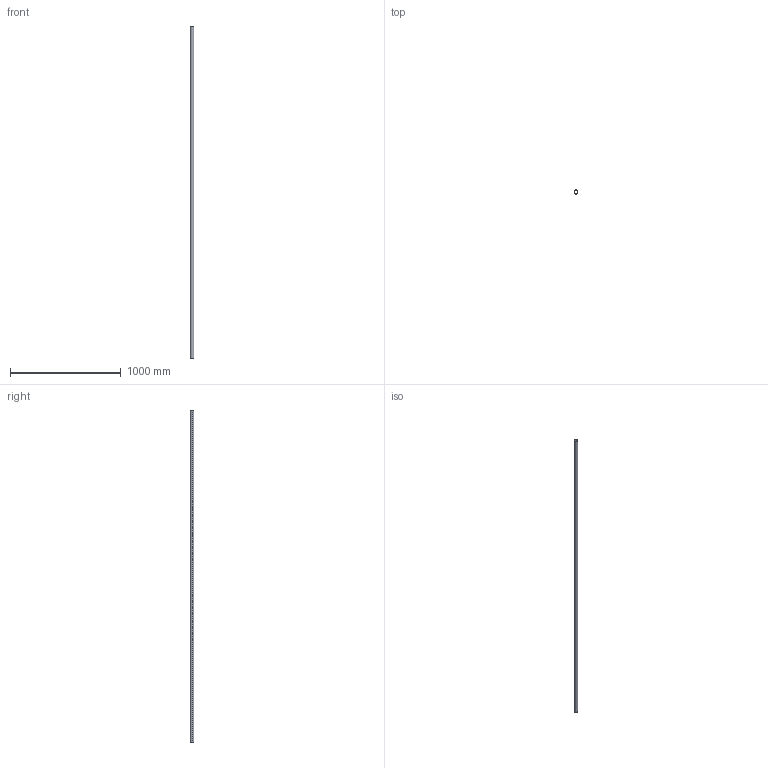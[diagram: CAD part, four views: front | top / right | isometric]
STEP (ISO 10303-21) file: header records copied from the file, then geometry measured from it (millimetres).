
FILE_DESCRIPTION (( 'STEP AP203' ), '1' );
FILE_NAME ('55120-2403M.STEP', '2016-03-24T10:04:04', ( '' ), ( '' ), 'SwSTEP 2.0', 'SolidWorks 2015', '' );
FILE_SCHEMA (( 'CONFIG_CONTROL_DESIGN' ));
Length unit declared in the file: millimetre
Products named in the file (1): 55120-2403M
Bounding box: 33.7 x 33.7 x 3000 mm (x, y, z)
Volume: 597530.4 mm3; surface area: 597951.5 mm2
Topology: 1 solids, 1 shells, 256 faces, 687 edges, 458 vertices
Faces by surface type: plane 144, bspline 108, cylinder 4
Entity records: 14088 total; most frequent: CARTESIAN_POINT 8326, ORIENTED_EDGE 1374, DIRECTION 777, EDGE_CURVE 687, VECTOR 463, LINE 463, VERTEX_POINT 458, EDGE_LOOP 283
